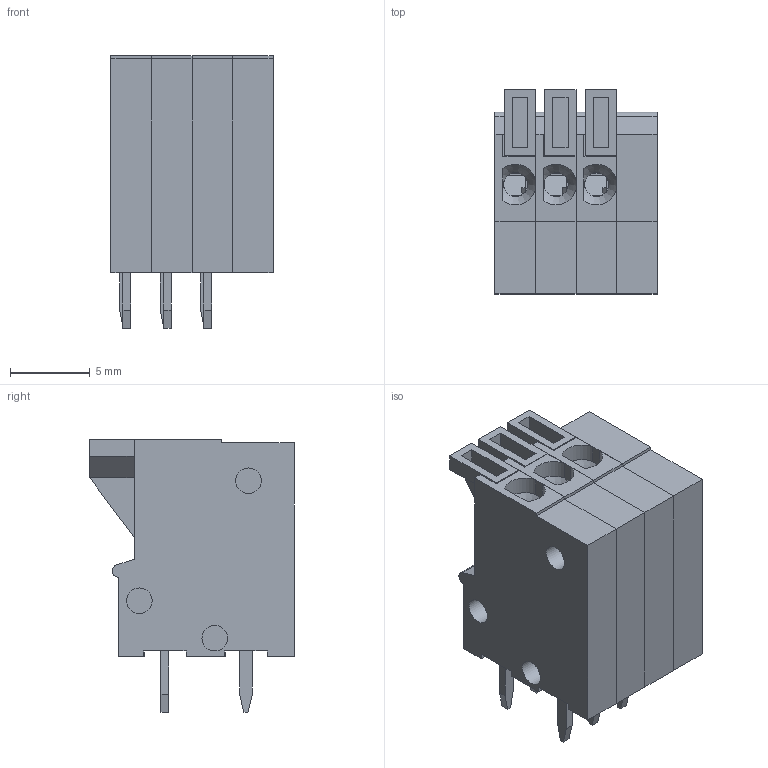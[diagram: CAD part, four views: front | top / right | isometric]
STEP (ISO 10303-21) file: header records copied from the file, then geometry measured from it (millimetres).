
FILE_DESCRIPTION( ( 'Unknown' ), '1' );
FILE_NAME( '691403900003B.stp', 'Unknown', ( 'Unknown' ), ( 'Unknown' ), 'PSStep 18.0.17', 'Unknown', ' ' );
FILE_SCHEMA( ( 'AUTOMOTIVE_DESIGN { 1 0 10303 214 1 1 1 1 }' ) );
Length unit declared in the file: millimetre
Products named in the file (7): 6914039000xx_MODULE; 6914039000xx; 6914039000xx_PIN; 6914039000xx_LEVIER; 6914039000xx_LAME; Assem1; 6914039000xx_CAPOT
Assembly tree (8 placements, depth 3):
  Assem1
    6914039000xx_CAPOT
    6914039000xx_MODULE  x3
      6914039000xx
      6914039000xx_PIN
      6914039000xx_LEVIER
      6914039000xx_LAME
Bounding box: 10.16 x 12.8 x 17.1 mm (x, y, z)
Volume: 897.6 mm3; surface area: 3304.7 mm2
Topology: 13 solids, 13 shells, 661 faces, 1836 edges, 1220 vertices
Faces by surface type: plane 534, cylinder 124, cone 3
Full cylindrical faces by diameter (mm): 1.6 x21, 2.36 x3
Entity records: 9847 total; most frequent: CARTESIAN_POINT 1410, ORIENTED_EDGE 1330, DIRECTION 1265, EDGE_CURVE 665, LINE 563, VECTOR 563, VERTEX_POINT 448, AXIS2_PLACEMENT_3D 351
